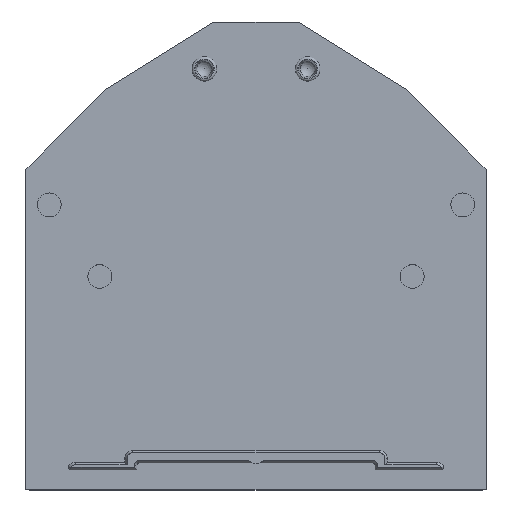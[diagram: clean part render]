
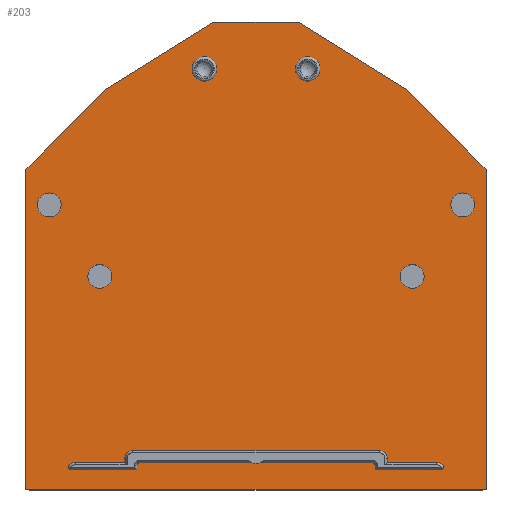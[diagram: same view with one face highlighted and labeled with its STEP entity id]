
A CAD part, top view. The second image highlights one B-rep face of the part: STEP entity #203.
In plain terms, the highlighted planar face has unit normal (0, 0, 1).
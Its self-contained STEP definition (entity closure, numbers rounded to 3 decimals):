
#203=ADVANCED_FACE('',(#367,#368,#369,#370,#371,#372,#373,#374),#280,.F.);
#280=PLANE('',#1299);
#319=CIRCLE('',#1284,0.3);
#320=CIRCLE('',#1285,1.5);
#321=CIRCLE('',#1286,0.3);
#322=CIRCLE('',#1287,0.3);
#323=CIRCLE('',#1288,1.);
#324=CIRCLE('',#1289,1.);
#325=CIRCLE('',#1290,1.);
#326=CIRCLE('',#1291,1.);
#327=CIRCLE('',#1292,0.3);
#328=CIRCLE('',#1293,1.5);
#329=CIRCLE('',#1294,1.5);
#330=CIRCLE('',#1295,1.5);
#331=CIRCLE('',#1296,1.5);
#332=CIRCLE('',#1297,1.428);
#333=CIRCLE('',#1298,1.428);
#367=FACE_BOUND('',#403,.T.);
#368=FACE_BOUND('',#404,.T.);
#369=FACE_BOUND('',#405,.T.);
#370=FACE_BOUND('',#406,.T.);
#371=FACE_BOUND('',#407,.T.);
#372=FACE_BOUND('',#408,.T.);
#373=FACE_BOUND('',#409,.T.);
#374=FACE_BOUND('',#410,.T.);
#403=EDGE_LOOP('',(#501,#502,#503,#504,#505,#506,#507,#508));
#404=EDGE_LOOP('',(#509,#510,#511,#512,#513,#514,#515,#516,#517,#518,#519,
#520,#521,#522,#523,#524,#525,#526,#527,#528));
#405=EDGE_LOOP('',(#529));
#406=EDGE_LOOP('',(#530));
#407=EDGE_LOOP('',(#531));
#408=EDGE_LOOP('',(#532));
#409=EDGE_LOOP('',(#533));
#410=EDGE_LOOP('',(#534));
#501=ORIENTED_EDGE('',*,*,#921,.F.);
#502=ORIENTED_EDGE('',*,*,#922,.F.);
#503=ORIENTED_EDGE('',*,*,#923,.T.);
#504=ORIENTED_EDGE('',*,*,#924,.T.);
#505=ORIENTED_EDGE('',*,*,#925,.T.);
#506=ORIENTED_EDGE('',*,*,#926,.T.);
#507=ORIENTED_EDGE('',*,*,#927,.F.);
#508=ORIENTED_EDGE('',*,*,#928,.F.);
#509=ORIENTED_EDGE('',*,*,#929,.T.);
#510=ORIENTED_EDGE('',*,*,#930,.T.);
#511=ORIENTED_EDGE('',*,*,#931,.F.);
#512=ORIENTED_EDGE('',*,*,#932,.T.);
#513=ORIENTED_EDGE('',*,*,#933,.T.);
#514=ORIENTED_EDGE('',*,*,#934,.F.);
#515=ORIENTED_EDGE('',*,*,#935,.T.);
#516=ORIENTED_EDGE('',*,*,#936,.F.);
#517=ORIENTED_EDGE('',*,*,#937,.F.);
#518=ORIENTED_EDGE('',*,*,#938,.F.);
#519=ORIENTED_EDGE('',*,*,#939,.T.);
#520=ORIENTED_EDGE('',*,*,#940,.T.);
#521=ORIENTED_EDGE('',*,*,#941,.F.);
#522=ORIENTED_EDGE('',*,*,#942,.T.);
#523=ORIENTED_EDGE('',*,*,#943,.F.);
#524=ORIENTED_EDGE('',*,*,#944,.T.);
#525=ORIENTED_EDGE('',*,*,#945,.T.);
#526=ORIENTED_EDGE('',*,*,#946,.T.);
#527=ORIENTED_EDGE('',*,*,#947,.F.);
#528=ORIENTED_EDGE('',*,*,#948,.T.);
#529=ORIENTED_EDGE('',*,*,#949,.T.);
#530=ORIENTED_EDGE('',*,*,#950,.T.);
#531=ORIENTED_EDGE('',*,*,#951,.T.);
#532=ORIENTED_EDGE('',*,*,#952,.T.);
#533=ORIENTED_EDGE('',*,*,#953,.T.);
#534=ORIENTED_EDGE('',*,*,#954,.F.);
#817=VERTEX_POINT('',#1789);
#818=VERTEX_POINT('',#1790);
#819=VERTEX_POINT('',#1792);
#820=VERTEX_POINT('',#1794);
#821=VERTEX_POINT('',#1796);
#822=VERTEX_POINT('',#1798);
#823=VERTEX_POINT('',#1800);
#824=VERTEX_POINT('',#1802);
#825=VERTEX_POINT('',#1805);
#826=VERTEX_POINT('',#1806);
#827=VERTEX_POINT('',#1808);
#828=VERTEX_POINT('',#1810);
#829=VERTEX_POINT('',#1812);
#830=VERTEX_POINT('',#1814);
#831=VERTEX_POINT('',#1816);
#832=VERTEX_POINT('',#1818);
#833=VERTEX_POINT('',#1820);
#834=VERTEX_POINT('',#1822);
#835=VERTEX_POINT('',#1824);
#836=VERTEX_POINT('',#1826);
#837=VERTEX_POINT('',#1828);
#838=VERTEX_POINT('',#1830);
#839=VERTEX_POINT('',#1832);
#840=VERTEX_POINT('',#1834);
#841=VERTEX_POINT('',#1836);
#842=VERTEX_POINT('',#1838);
#843=VERTEX_POINT('',#1840);
#844=VERTEX_POINT('',#1842);
#845=VERTEX_POINT('',#1845);
#846=VERTEX_POINT('',#1847);
#847=VERTEX_POINT('',#1849);
#848=VERTEX_POINT('',#1851);
#849=VERTEX_POINT('',#1853);
#850=VERTEX_POINT('',#1855);
#921=EDGE_CURVE('',#817,#818,#1079,.T.);
#922=EDGE_CURVE('',#819,#817,#1080,.T.);
#923=EDGE_CURVE('',#819,#820,#1081,.T.);
#924=EDGE_CURVE('',#820,#821,#1082,.T.);
#925=EDGE_CURVE('',#821,#822,#1083,.T.);
#926=EDGE_CURVE('',#822,#823,#1084,.T.);
#927=EDGE_CURVE('',#824,#823,#1085,.T.);
#928=EDGE_CURVE('',#818,#824,#1086,.T.);
#929=EDGE_CURVE('',#825,#826,#319,.T.);
#930=EDGE_CURVE('',#826,#827,#1087,.T.);
#931=EDGE_CURVE('',#828,#827,#320,.T.);
#932=EDGE_CURVE('',#828,#829,#1088,.T.);
#933=EDGE_CURVE('',#829,#830,#321,.T.);
#934=EDGE_CURVE('',#831,#830,#1089,.T.);
#935=EDGE_CURVE('',#831,#832,#1090,.T.);
#936=EDGE_CURVE('',#833,#832,#322,.T.);
#937=EDGE_CURVE('',#834,#833,#323,.T.);
#938=EDGE_CURVE('',#835,#834,#1091,.T.);
#939=EDGE_CURVE('',#835,#836,#1092,.T.);
#940=EDGE_CURVE('',#836,#837,#324,.T.);
#941=EDGE_CURVE('',#838,#837,#1093,.T.);
#942=EDGE_CURVE('',#838,#839,#325,.T.);
#943=EDGE_CURVE('',#840,#839,#1094,.T.);
#944=EDGE_CURVE('',#840,#841,#1095,.T.);
#945=EDGE_CURVE('',#841,#842,#326,.T.);
#946=EDGE_CURVE('',#842,#843,#327,.T.);
#947=EDGE_CURVE('',#844,#843,#1096,.T.);
#948=EDGE_CURVE('',#844,#825,#1097,.T.);
#949=EDGE_CURVE('',#845,#845,#328,.T.);
#950=EDGE_CURVE('',#846,#846,#329,.T.);
#951=EDGE_CURVE('',#847,#847,#330,.T.);
#952=EDGE_CURVE('',#848,#848,#331,.T.);
#953=EDGE_CURVE('',#849,#849,#332,.T.);
#954=EDGE_CURVE('',#850,#850,#333,.T.);
#1079=LINE('',#1788,#1181);
#1080=LINE('',#1791,#1182);
#1081=LINE('',#1793,#1183);
#1082=LINE('',#1795,#1184);
#1083=LINE('',#1797,#1185);
#1084=LINE('',#1799,#1186);
#1085=LINE('',#1801,#1187);
#1086=LINE('',#1803,#1188);
#1087=LINE('',#1807,#1189);
#1088=LINE('',#1811,#1190);
#1089=LINE('',#1815,#1191);
#1090=LINE('',#1817,#1192);
#1091=LINE('',#1823,#1193);
#1092=LINE('',#1825,#1194);
#1093=LINE('',#1829,#1195);
#1094=LINE('',#1833,#1196);
#1095=LINE('',#1835,#1197);
#1096=LINE('',#1841,#1198);
#1097=LINE('',#1843,#1199);
#1181=VECTOR('',#1419,1.);
#1182=VECTOR('',#1420,1.);
#1183=VECTOR('',#1421,1.);
#1184=VECTOR('',#1422,1.);
#1185=VECTOR('',#1423,1.);
#1186=VECTOR('',#1424,1.);
#1187=VECTOR('',#1425,1.);
#1188=VECTOR('',#1426,1.);
#1189=VECTOR('',#1429,1.);
#1190=VECTOR('',#1432,1.);
#1191=VECTOR('',#1435,1.);
#1192=VECTOR('',#1436,1.);
#1193=VECTOR('',#1441,1.);
#1194=VECTOR('',#1442,1.);
#1195=VECTOR('',#1445,1.);
#1196=VECTOR('',#1448,1.);
#1197=VECTOR('',#1449,1.);
#1198=VECTOR('',#1454,1.);
#1199=VECTOR('',#1455,1.);
#1284=AXIS2_PLACEMENT_3D('',#1804,#1427,#1428);
#1285=AXIS2_PLACEMENT_3D('',#1809,#1430,#1431);
#1286=AXIS2_PLACEMENT_3D('',#1813,#1433,#1434);
#1287=AXIS2_PLACEMENT_3D('',#1819,#1437,#1438);
#1288=AXIS2_PLACEMENT_3D('',#1821,#1439,#1440);
#1289=AXIS2_PLACEMENT_3D('',#1827,#1443,#1444);
#1290=AXIS2_PLACEMENT_3D('',#1831,#1446,#1447);
#1291=AXIS2_PLACEMENT_3D('',#1837,#1450,#1451);
#1292=AXIS2_PLACEMENT_3D('',#1839,#1452,#1453);
#1293=AXIS2_PLACEMENT_3D('',#1844,#1456,#1457);
#1294=AXIS2_PLACEMENT_3D('',#1846,#1458,#1459);
#1295=AXIS2_PLACEMENT_3D('',#1848,#1460,#1461);
#1296=AXIS2_PLACEMENT_3D('',#1850,#1462,#1463);
#1297=AXIS2_PLACEMENT_3D('',#1852,#1464,#1465);
#1298=AXIS2_PLACEMENT_3D('',#1854,#1466,#1467);
#1299=AXIS2_PLACEMENT_3D('',#1856,#1468,#1469);
#1419=DIRECTION('',(0.,1.,0.));
#1420=DIRECTION('',(-1.,0.,0.));
#1421=DIRECTION('',(0.,1.,0.));
#1422=DIRECTION('',(-0.707,0.707,0.));
#1423=DIRECTION('',(-0.848,0.529,0.));
#1424=DIRECTION('',(-1.,0.,0.));
#1425=DIRECTION('',(0.848,0.529,0.));
#1426=DIRECTION('',(0.707,0.707,0.));
#1427=DIRECTION('',(0.,0.,1.));
#1428=DIRECTION('',(-1.,0.,0.));
#1429=DIRECTION('',(-1.,0.,0.));
#1430=DIRECTION('',(0.,0.,1.));
#1431=DIRECTION('',(1.,0.,0.));
#1432=DIRECTION('',(-1.,0.,0.));
#1433=DIRECTION('',(0.,0.,1.));
#1434=DIRECTION('',(-1.,0.,0.));
#1435=DIRECTION('',(0.,1.,0.));
#1436=DIRECTION('',(-1.,0.,0.));
#1437=DIRECTION('',(0.,0.,1.));
#1438=DIRECTION('',(1.,0.,0.));
#1439=DIRECTION('',(0.,0.,1.));
#1440=DIRECTION('',(1.,0.,0.));
#1441=DIRECTION('',(-1.,0.,0.));
#1442=DIRECTION('',(0.,1.,0.));
#1443=DIRECTION('',(0.,0.,-1.));
#1444=DIRECTION('',(-1.,0.,0.));
#1445=DIRECTION('',(-1.,0.,0.));
#1446=DIRECTION('',(0.,0.,-1.));
#1447=DIRECTION('',(-1.,0.,0.));
#1448=DIRECTION('',(0.,1.,0.));
#1449=DIRECTION('',(1.,0.,0.));
#1450=DIRECTION('',(0.,0.,-1.));
#1451=DIRECTION('',(-1.,0.,0.));
#1452=DIRECTION('',(0.,0.,-1.));
#1453=DIRECTION('',(-1.,0.,0.));
#1454=DIRECTION('',(1.,0.,0.));
#1455=DIRECTION('',(0.,1.,0.));
#1456=DIRECTION('',(0.,0.,-1.));
#1457=DIRECTION('',(-1.,0.,0.));
#1458=DIRECTION('',(0.,0.,-1.));
#1459=DIRECTION('',(-1.,0.,0.));
#1460=DIRECTION('',(0.,0.,-1.));
#1461=DIRECTION('',(-1.,0.,0.));
#1462=DIRECTION('',(0.,0.,-1.));
#1463=DIRECTION('',(-1.,0.,0.));
#1464=DIRECTION('',(0.,0.,-1.));
#1465=DIRECTION('',(-1.,0.,0.));
#1466=DIRECTION('',(0.,0.,1.));
#1467=DIRECTION('',(-1.,0.,0.));
#1468=DIRECTION('',(0.,0.,-1.));
#1469=DIRECTION('',(-1.,0.,0.));
#1788=CARTESIAN_POINT('',(-28.925,0.,0.));
#1789=CARTESIAN_POINT('',(-28.925,0.,0.));
#1790=CARTESIAN_POINT('',(-28.925,40.35,0.));
#1791=CARTESIAN_POINT('',(0.,0.,0.));
#1792=CARTESIAN_POINT('',(28.925,0.,0.));
#1793=CARTESIAN_POINT('',(28.925,0.,0.));
#1794=CARTESIAN_POINT('',(28.925,40.35,0.));
#1795=CARTESIAN_POINT('',(28.925,40.35,0.));
#1796=CARTESIAN_POINT('',(18.925,50.35,0.));
#1797=CARTESIAN_POINT('',(18.925,50.35,0.));
#1798=CARTESIAN_POINT('',(5.3,58.85,0.));
#1799=CARTESIAN_POINT('',(5.3,58.85,0.));
#1800=CARTESIAN_POINT('',(-5.3,58.85,0.));
#1801=CARTESIAN_POINT('',(-18.925,50.35,0.));
#1802=CARTESIAN_POINT('',(-18.925,50.35,0.));
#1803=CARTESIAN_POINT('',(-28.925,40.35,0.));
#1804=CARTESIAN_POINT('',(14.7,3.1,0.));
#1805=CARTESIAN_POINT('',(15.,3.1,0.));
#1806=CARTESIAN_POINT('',(14.7,3.4,0.));
#1807=CARTESIAN_POINT('',(15.,3.4,0.));
#1808=CARTESIAN_POINT('',(0.384,3.4,0.));
#1809=CARTESIAN_POINT('',(0.,4.85,0.));
#1810=CARTESIAN_POINT('',(-0.384,3.4,0.));
#1811=CARTESIAN_POINT('',(15.,3.4,0.));
#1812=CARTESIAN_POINT('',(-14.7,3.4,0.));
#1813=CARTESIAN_POINT('',(-14.7,3.1,0.));
#1814=CARTESIAN_POINT('',(-15.,3.1,0.));
#1815=CARTESIAN_POINT('',(-15.,2.55,0.));
#1816=CARTESIAN_POINT('',(-15.,2.55,0.));
#1817=CARTESIAN_POINT('',(-15.,2.55,0.));
#1818=CARTESIAN_POINT('',(-23.274,2.55,0.));
#1819=CARTESIAN_POINT('',(-23.274,2.85,0.));
#1820=CARTESIAN_POINT('',(-23.521,3.021,0.));
#1821=CARTESIAN_POINT('',(-22.7,2.45,0.));
#1822=CARTESIAN_POINT('',(-22.7,3.45,0.));
#1823=CARTESIAN_POINT('',(-16.5,3.45,0.));
#1824=CARTESIAN_POINT('',(-16.5,3.45,0.));
#1825=CARTESIAN_POINT('',(-16.5,3.45,0.));
#1826=CARTESIAN_POINT('',(-16.5,3.95,0.));
#1827=CARTESIAN_POINT('',(-15.5,3.95,0.));
#1828=CARTESIAN_POINT('',(-15.5,4.95,0.));
#1829=CARTESIAN_POINT('',(16.5,4.95,0.));
#1830=CARTESIAN_POINT('',(15.5,4.95,0.));
#1831=CARTESIAN_POINT('',(15.5,3.95,0.));
#1832=CARTESIAN_POINT('',(16.5,3.95,0.));
#1833=CARTESIAN_POINT('',(16.5,3.45,0.));
#1834=CARTESIAN_POINT('',(16.5,3.45,0.));
#1835=CARTESIAN_POINT('',(16.5,3.45,0.));
#1836=CARTESIAN_POINT('',(22.7,3.45,0.));
#1837=CARTESIAN_POINT('',(22.7,2.45,0.));
#1838=CARTESIAN_POINT('',(23.521,3.021,0.));
#1839=CARTESIAN_POINT('',(23.274,2.85,0.));
#1840=CARTESIAN_POINT('',(23.274,2.55,0.));
#1841=CARTESIAN_POINT('',(15.,2.55,0.));
#1842=CARTESIAN_POINT('',(15.,2.55,0.));
#1843=CARTESIAN_POINT('',(15.,2.55,0.));
#1844=CARTESIAN_POINT('',(-19.64,26.85,0.));
#1845=CARTESIAN_POINT('',(-21.14,26.85,0.));
#1846=CARTESIAN_POINT('',(19.64,26.85,0.));
#1847=CARTESIAN_POINT('',(18.14,26.85,0.));
#1848=CARTESIAN_POINT('',(-26.,35.85,0.));
#1849=CARTESIAN_POINT('',(-27.5,35.85,0.));
#1850=CARTESIAN_POINT('',(26.,35.85,0.));
#1851=CARTESIAN_POINT('',(24.5,35.85,0.));
#1852=CARTESIAN_POINT('',(-6.5,52.95,0.));
#1853=CARTESIAN_POINT('',(-7.928,52.95,0.));
#1854=CARTESIAN_POINT('',(6.5,52.95,0.));
#1855=CARTESIAN_POINT('',(5.073,52.95,0.));
#1856=CARTESIAN_POINT('',(-28.925,58.85,0.));
